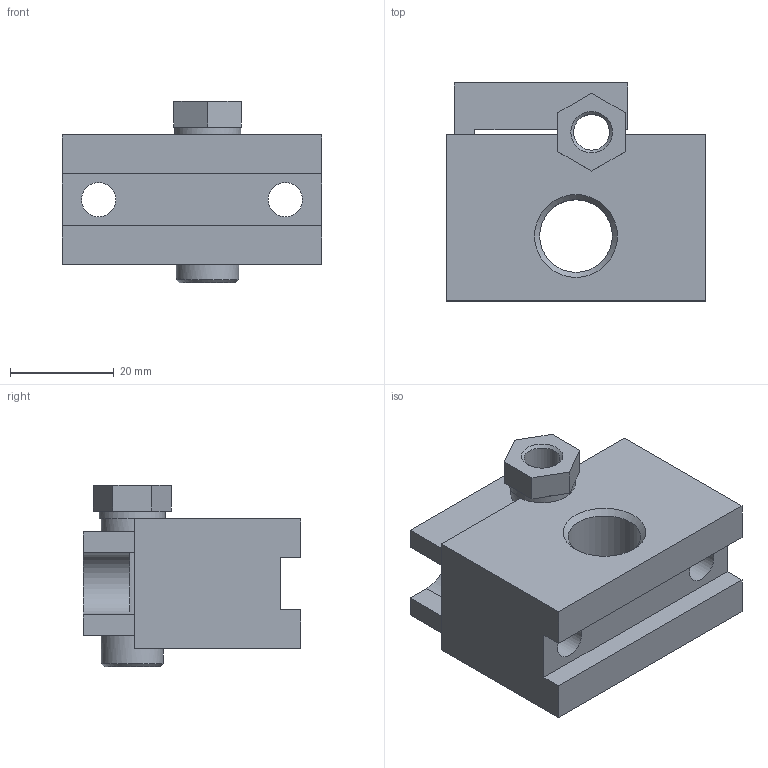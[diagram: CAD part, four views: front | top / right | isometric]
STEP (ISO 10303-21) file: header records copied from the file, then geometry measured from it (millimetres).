
FILE_DESCRIPTION(/* description */ ('STEP AP214'),/* implementation_level */ '2;1');
FILE_NAME(/* name */ '34580_YSRF-S-12-C',/* time_stamp */ '2024-09-18T13:45:05+02:00',/* author */ ('License CC BY-ND 4.0'),/* organization */ ('CADENAS'),/* preprocessor_version */ 'ST-DEVELOPER v19.3',/* originating_system */ 'PARTsolutions',/* authorisation */ ' ');
FILE_SCHEMA (('AUTOMOTIVE_DESIGN {1 0 10303 214 3 1 1}'));
Length unit declared in the file: millimetre
Products named in the file (1): 34580 YSRF-S-12-C
Bounding box: 50 x 42 x 35 mm (x, y, z)
Volume: 37363 mm3; surface area: 12593.6 mm2
Topology: 1 solids, 1 shells, 57 faces, 157 edges, 103 vertices
Faces by surface type: plane 38, cylinder 12, cone 7
Full cylindrical faces by diameter (mm): 3.242 x1, 6.6 x2, 6.917 x1, 12 x1, 12.8 x1, 14 x1
Entity records: 1734 total; most frequent: CARTESIAN_POINT 291, DIRECTION 286, ORIENTED_EDGE 272, EDGE_CURVE 136, LINE 102, VECTOR 102, VERTEX_POINT 97, AXIS2_PLACEMENT_3D 92
